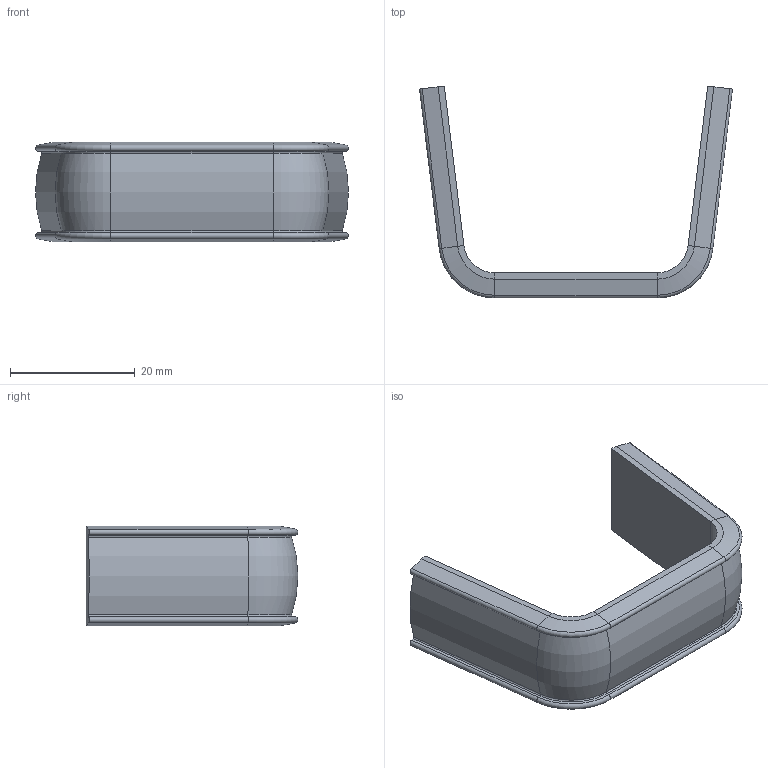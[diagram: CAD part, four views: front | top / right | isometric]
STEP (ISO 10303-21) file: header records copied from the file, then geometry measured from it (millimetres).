
FILE_DESCRIPTION (( 'STEP AP203' ), '1' );
FILE_NAME ('6722.STEP', '2023-07-27T08:44:45', ( '' ), ( '' ), 'SwSTEP 2.0', 'SolidWorks 2018', '' );
FILE_SCHEMA (( 'CONFIG_CONTROL_DESIGN' ));
Length unit declared in the file: millimetre
Products named in the file (1): 6722
Bounding box: 50.23 x 34 x 16 mm (x, y, z)
Volume: 5611.4 mm3; surface area: 4052.1 mm2
Topology: 1 solids, 1 shells, 265 faces, 690 edges, 444 vertices
Faces by surface type: plane 141, bspline 89, cylinder 17, torus 10, cone 8
Entity records: 11973 total; most frequent: CARTESIAN_POINT 5985, ORIENTED_EDGE 1380, DIRECTION 920, EDGE_CURVE 690, VECTOR 458, LINE 458, VERTEX_POINT 444, EDGE_LOOP 282
